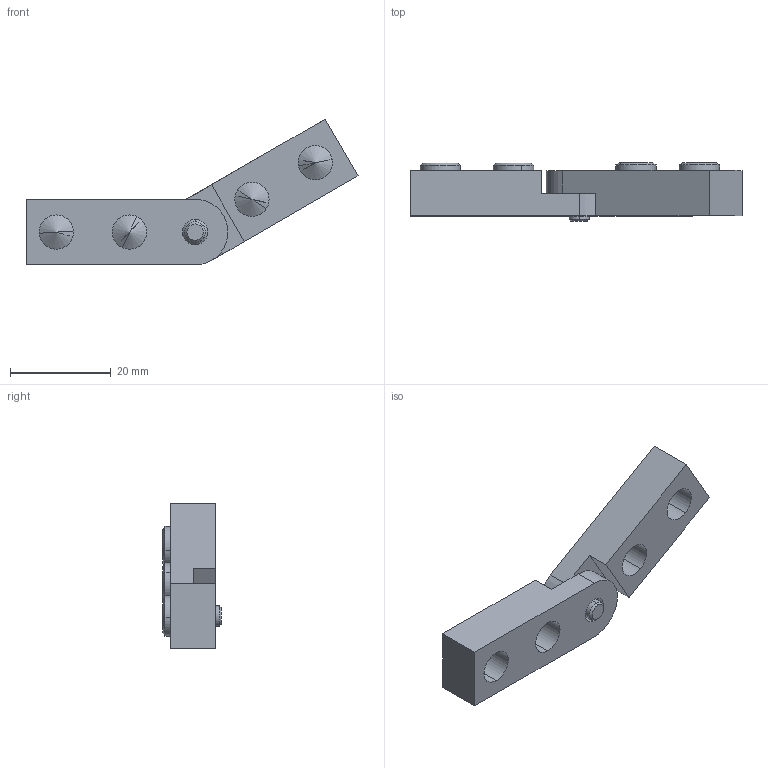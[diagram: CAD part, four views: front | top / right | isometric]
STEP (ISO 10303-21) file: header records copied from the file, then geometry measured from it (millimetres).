
FILE_DESCRIPTION (( 'STEP AP203' ), '1' );
FILE_NAME ('084.307.008.STEP', '2013-01-25T10:53:19', ( 'Alusic' ), ( 'Alusic' ), 'SwSTEP 2.0', 'SolidWorks 2011', '' );
FILE_SCHEMA (( 'CONFIG_CONTROL_DESIGN' ));
Length unit declared in the file: millimetre
Products named in the file (5): 084.307.008A; 084.307.008; socket set screw cone point_iso_ISO 4027 - M8 x 6-N; socket countersunk head screw_iso_PreviewCfg; 084.307.008B
Assembly tree (7 placements, depth 2):
  084.307.008
    084.307.008B
    socket set screw cone point_iso_ISO 4027 - M8 x 6-N  x4
    084.307.008A
    socket countersunk head screw_iso_PreviewCfg
Bounding box: 65.76 x 11.5 x 28.88 mm (x, y, z)
Volume: 6870 mm3; surface area: 5301 mm2
Topology: 7 solids, 7 shells, 114 faces, 266 edges, 161 vertices
Faces by surface type: plane 60, cylinder 28, cone 24, torus 2
Entity records: 2673 total; most frequent: DIRECTION 390, CARTESIAN_POINT 352, ORIENTED_EDGE 332, EDGE_CURVE 166, AXIS2_PLACEMENT_3D 142, VECTOR 106, LINE 106, VERTEX_POINT 104
